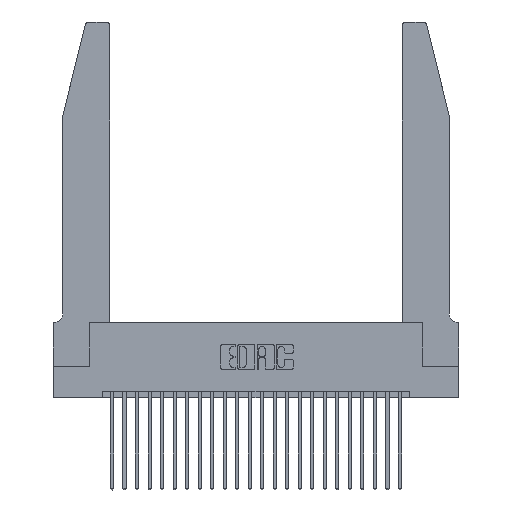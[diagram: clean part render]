
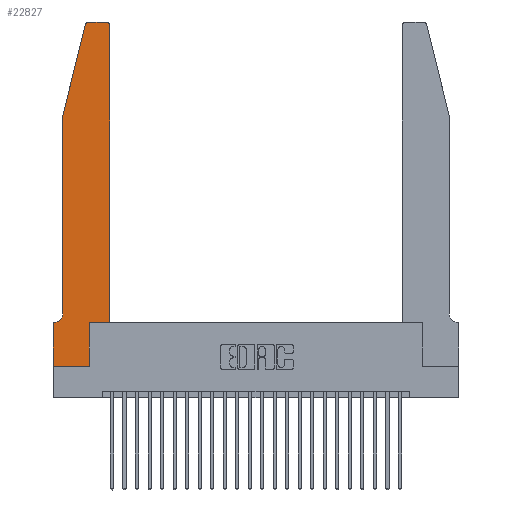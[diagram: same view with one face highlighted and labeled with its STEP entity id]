
A CAD part, top view. The second image highlights one B-rep face of the part: STEP entity #22827.
In plain terms, the highlighted planar face has unit normal (0, 0, 1).
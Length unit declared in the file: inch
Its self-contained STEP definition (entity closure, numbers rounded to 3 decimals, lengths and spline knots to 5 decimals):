
#659 = CARTESIAN_POINT ( 'NONE',  ( 0., 0., 0.37 ) ) ;
#800 = VERTEX_POINT ( 'NONE', #20795 ) ;
#1439 = CARTESIAN_POINT ( 'NONE',  ( 0.2865, 0.35, 0.37 ) ) ;
#1580 = CARTESIAN_POINT ( 'NONE',  ( 0.2865, 0., 0.37 ) ) ;
#1916 = DIRECTION ( 'NONE',  ( 0., 0., -1. ) ) ;
#2169 = CARTESIAN_POINT ( 'NONE',  ( 0.4205, 2.72, 0.37 ) ) ;
#2538 = CARTESIAN_POINT ( 'NONE',  ( 0.4205, 2.75, 0.37 ) ) ;
#2949 = CARTESIAN_POINT ( 'NONE',  ( 0.4505, 0.35, 0.37 ) ) ;
#3111 = LINE ( 'NONE', #659, #18203 ) ;
#3522 = CARTESIAN_POINT ( 'NONE',  ( 0.284, 2.75, 0.37 ) ) ;
#3546 = CARTESIAN_POINT ( 'NONE',  ( 0.0755, 2., 0.37 ) ) ;
#3561 = CIRCLE ( 'NONE', #25650, 0.03 ) ;
#4064 = VERTEX_POINT ( 'NONE', #24664 ) ;
#4325 = VECTOR ( 'NONE', #7274, 39.37008 ) ;
#4473 = CARTESIAN_POINT ( 'NONE',  ( 0., 0.35, 0.37 ) ) ;
#4747 = LINE ( 'NONE', #20190, #18561 ) ;
#4789 = DIRECTION ( 'NONE',  ( 0., 1., 0. ) ) ;
#5059 = ORIENTED_EDGE ( 'NONE', *, *, #19821, .T. ) ;
#5547 = VERTEX_POINT ( 'NONE', #15843 ) ;
#5549 = ORIENTED_EDGE ( 'NONE', *, *, #25743, .T. ) ;
#5691 = VERTEX_POINT ( 'NONE', #10761 ) ;
#5831 = VERTEX_POINT ( 'NONE', #11555 ) ;
#5853 = VERTEX_POINT ( 'NONE', #3522 ) ;
#6171 = CIRCLE ( 'NONE', #21829, 0.07 ) ;
#7274 = DIRECTION ( 'NONE',  ( 1., 0., 0. ) ) ;
#7329 = LINE ( 'NONE', #13550, #8584 ) ;
#7405 = EDGE_CURVE ( 'NONE', #10521, #5547, #22858, .T. ) ;
#7499 = EDGE_LOOP ( 'NONE', ( #12513, #5549, #8921, #13387, #24790, #19101, #5059, #18414, #8745, #12625, #14214, #9894 ) ) ;
#7721 = VECTOR ( 'NONE', #21826, 39.37008 ) ;
#7811 = DIRECTION ( 'NONE',  ( -1., 0., 0. ) ) ;
#8162 = CARTESIAN_POINT ( 'NONE',  ( 0.0055, 0.42, 0.37 ) ) ;
#8334 = LINE ( 'NONE', #25926, #11812 ) ;
#8454 = VERTEX_POINT ( 'NONE', #23099 ) ;
#8584 = VECTOR ( 'NONE', #15664, 39.37008 ) ;
#8644 = EDGE_CURVE ( 'NONE', #5547, #15556, #3561, .T. ) ;
#8745 = ORIENTED_EDGE ( 'NONE', *, *, #17652, .T. ) ;
#8921 = ORIENTED_EDGE ( 'NONE', *, *, #15926, .T. ) ;
#8952 = FACE_OUTER_BOUND ( 'NONE', #7499, .T. ) ;
#9894 = ORIENTED_EDGE ( 'NONE', *, *, #8644, .T. ) ;
#10521 = VERTEX_POINT ( 'NONE', #24207 ) ;
#10549 = VERTEX_POINT ( 'NONE', #14568 ) ;
#10761 = CARTESIAN_POINT ( 'NONE',  ( 0.0755, 2., 0.37 ) ) ;
#11034 = LINE ( 'NONE', #1439, #20735 ) ;
#11314 = AXIS2_PLACEMENT_3D ( 'NONE', #14403, #18264, #12202 ) ;
#11555 = CARTESIAN_POINT ( 'NONE',  ( 0.0755, 0.42, 0.37 ) ) ;
#11812 = VECTOR ( 'NONE', #15862, 39.37008 ) ;
#12202 = DIRECTION ( 'NONE',  ( 1., 0., 0. ) ) ;
#12513 = ORIENTED_EDGE ( 'NONE', *, *, #13695, .T. ) ;
#12625 = ORIENTED_EDGE ( 'NONE', *, *, #20558, .T. ) ;
#12637 = CARTESIAN_POINT ( 'NONE',  ( 0.2865, 0.35, 0.37 ) ) ;
#13103 = LINE ( 'NONE', #25581, #7721 ) ;
#13387 = ORIENTED_EDGE ( 'NONE', *, *, #22044, .T. ) ;
#13550 = CARTESIAN_POINT ( 'NONE',  ( 0.0755, 2., 0.37 ) ) ;
#13695 = EDGE_CURVE ( 'NONE', #15556, #5853, #8334, .T. ) ;
#13742 = EDGE_CURVE ( 'NONE', #10549, #22138, #13103, .T. ) ;
#13765 = DIRECTION ( 'NONE',  ( 0., -1., 0. ) ) ;
#14214 = ORIENTED_EDGE ( 'NONE', *, *, #7405, .T. ) ;
#14243 = DIRECTION ( 'NONE',  ( 0., 0., 1. ) ) ;
#14403 = CARTESIAN_POINT ( 'NONE',  ( 0.284, 2.72, 0.37 ) ) ;
#14568 = CARTESIAN_POINT ( 'NONE',  ( 0., 0., 0.37 ) ) ;
#14743 = VERTEX_POINT ( 'NONE', #12637 ) ;
#15556 = VERTEX_POINT ( 'NONE', #2538 ) ;
#15562 = DIRECTION ( 'NONE',  ( 0., 1., 0. ) ) ;
#15664 = DIRECTION ( 'NONE',  ( -0.239, -0.971, 0. ) ) ;
#15843 = CARTESIAN_POINT ( 'NONE',  ( 0.4505, 2.72, 0.37 ) ) ;
#15862 = DIRECTION ( 'NONE',  ( -1., 0., 0. ) ) ;
#15926 = EDGE_CURVE ( 'NONE', #4064, #5691, #7329, .T. ) ;
#16287 = DIRECTION ( 'NONE',  ( 0., 0., 1. ) ) ;
#16858 = CARTESIAN_POINT ( 'NONE',  ( 0.4505, 0.35, 0.37 ) ) ;
#17652 = EDGE_CURVE ( 'NONE', #22138, #14743, #11034, .T. ) ;
#18193 = DIRECTION ( 'NONE',  ( 1., 0., 0. ) ) ;
#18203 = VECTOR ( 'NONE', #24765, 39.37008 ) ;
#18264 = DIRECTION ( 'NONE',  ( 0., 0., 1. ) ) ;
#18414 = ORIENTED_EDGE ( 'NONE', *, *, #13742, .T. ) ;
#18561 = VECTOR ( 'NONE', #7811, 39.37008 ) ;
#19050 = EDGE_CURVE ( 'NONE', #800, #8454, #4747, .T. ) ;
#19101 = ORIENTED_EDGE ( 'NONE', *, *, #19050, .T. ) ;
#19821 = EDGE_CURVE ( 'NONE', #8454, #10549, #3111, .T. ) ;
#19988 = VECTOR ( 'NONE', #13765, 39.37008 ) ;
#20190 = CARTESIAN_POINT ( 'NONE',  ( 0.0755, 0.35, 0.37 ) ) ;
#20269 = PLANE ( 'NONE',  #23014 ) ;
#20558 = EDGE_CURVE ( 'NONE', #14743, #10521, #22900, .T. ) ;
#20735 = VECTOR ( 'NONE', #15562, 39.37008 ) ;
#20795 = CARTESIAN_POINT ( 'NONE',  ( 0.0055, 0.35, 0.37 ) ) ;
#21239 = EDGE_CURVE ( 'NONE', #5831, #800, #6171, .T. ) ;
#21593 = LINE ( 'NONE', #3546, #19988 ) ;
#21826 = DIRECTION ( 'NONE',  ( 1., 0., 0. ) ) ;
#21829 = AXIS2_PLACEMENT_3D ( 'NONE', #8162, #1916, #24078 ) ;
#21899 = CIRCLE ( 'NONE', #11314, 0.03 ) ;
#22044 = EDGE_CURVE ( 'NONE', #5691, #5831, #21593, .T. ) ;
#22138 = VERTEX_POINT ( 'NONE', #1580 ) ;
#22827 = ADVANCED_FACE ( 'NONE', ( #8952 ), #20269, .T. ) ;
#22858 = LINE ( 'NONE', #16858, #25350 ) ;
#22900 = LINE ( 'NONE', #2949, #4325 ) ;
#23014 = AXIS2_PLACEMENT_3D ( 'NONE', #4473, #14243, #18193 ) ;
#23099 = CARTESIAN_POINT ( 'NONE',  ( 0., 0.35, 0.37 ) ) ;
#24078 = DIRECTION ( 'NONE',  ( -1., 0., 0. ) ) ;
#24207 = CARTESIAN_POINT ( 'NONE',  ( 0.4505, 0.35, 0.37 ) ) ;
#24664 = CARTESIAN_POINT ( 'NONE',  ( 0.25487, 2.72718, 0.37 ) ) ;
#24765 = DIRECTION ( 'NONE',  ( 0., -1., 0. ) ) ;
#24790 = ORIENTED_EDGE ( 'NONE', *, *, #21239, .T. ) ;
#25350 = VECTOR ( 'NONE', #4789, 39.37008 ) ;
#25581 = CARTESIAN_POINT ( 'NONE',  ( 0., 0., 0.37 ) ) ;
#25650 = AXIS2_PLACEMENT_3D ( 'NONE', #2169, #16287, #25933 ) ;
#25743 = EDGE_CURVE ( 'NONE', #5853, #4064, #21899, .T. ) ;
#25926 = CARTESIAN_POINT ( 'NONE',  ( 0.2605, 2.75, 0.37 ) ) ;
#25933 = DIRECTION ( 'NONE',  ( 1., 0., 0. ) ) ;
